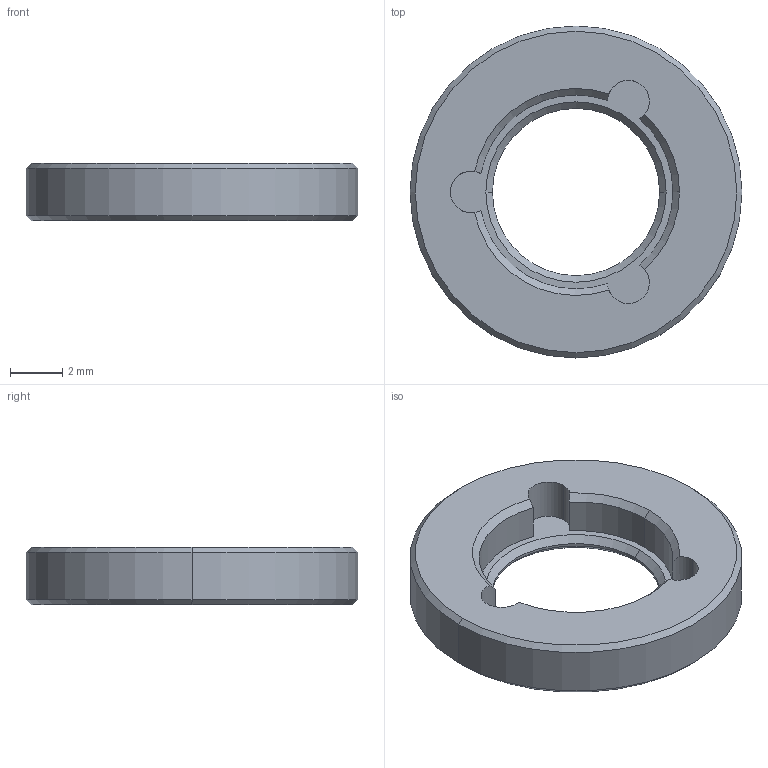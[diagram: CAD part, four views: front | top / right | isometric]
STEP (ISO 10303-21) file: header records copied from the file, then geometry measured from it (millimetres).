
FILE_DESCRIPTION (( 'STEP AP203' ), '1' );
FILE_NAME ('1.6.4.9-ZSJ-05-7.4.STEP', '2024-04-15T05:49:52', ( '' ), ( '' ), 'SwSTEP 2.0', 'SolidWorks 2021', '' );
FILE_SCHEMA (( 'CONFIG_CONTROL_DESIGN' ));
Length unit declared in the file: millimetre
Products named in the file (1): 1.6.4.9-ZSJ-05-7.4
Bounding box: 12.7 x 12.7 x 2.2 mm (x, y, z)
Volume: 179.5 mm3; surface area: 316.9 mm2
Topology: 1 solids, 1 shells, 28 faces, 66 edges, 41 vertices
Faces by surface type: cylinder 13, cone 12, plane 3
Entity records: 903 total; most frequent: DIRECTION 156, CARTESIAN_POINT 154, ORIENTED_EDGE 132, AXIS2_PLACEMENT_3D 67, EDGE_CURVE 66, VERTEX_POINT 41, CIRCLE 38, EDGE_LOOP 31
